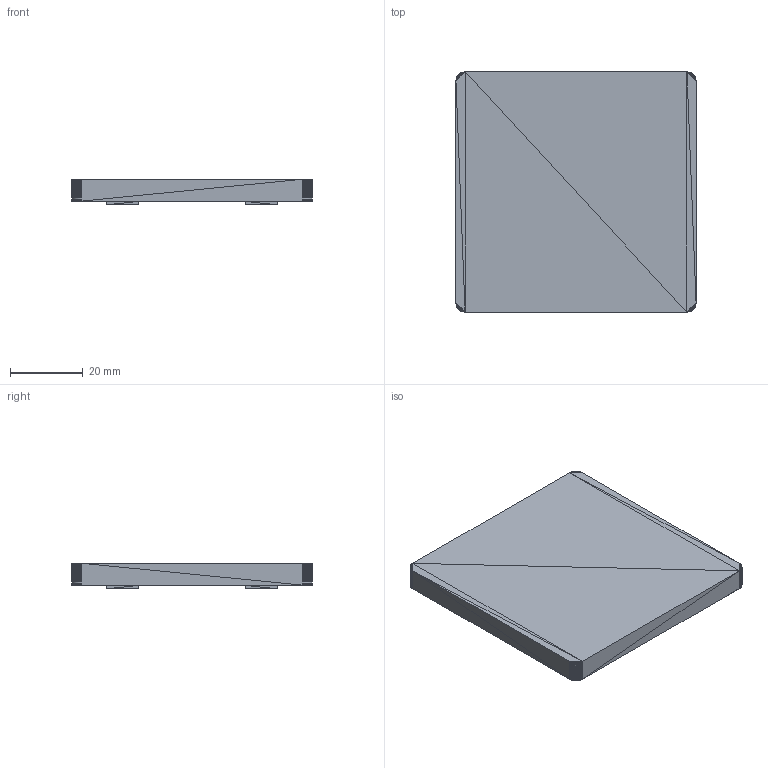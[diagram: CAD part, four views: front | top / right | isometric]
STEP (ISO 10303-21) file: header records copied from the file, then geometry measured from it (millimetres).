
FILE_DESCRIPTION(('FreeCAD Model'),'2;1');
FILE_NAME('X-Light Mixer (Lid).step','2022-09-04T15:14:34',( 'Author'),(''),'Open CASCADE STEP processor 7.3','FreeCAD','Unknown' );
FILE_SCHEMA(('AUTOMOTIVE_DESIGN { 1 0 10303 214 1 1 1 1 }'));
Length unit declared in the file: millimetre
Products named in the file (1): Light_Mixer_Lid001
Bounding box: 66 x 66 x 7 mm (x, y, z)
Surface area: 11430.8 mm2 (no closed solid volume)
Topology: 0 solids, 1 shells, 1772 faces, 2658 edges, 888 vertices
Faces by surface type: plane 1772
Entity records: 34587 total; most frequent: DIRECTION 6204, CARTESIAN_POINT 5319, ORIENTED_EDGE 5316, EDGE_CURVE 2658, LINE 2658, VECTOR 2658, AXIS2_PLACEMENT_3D 1773, ADVANCED_FACE 1772
